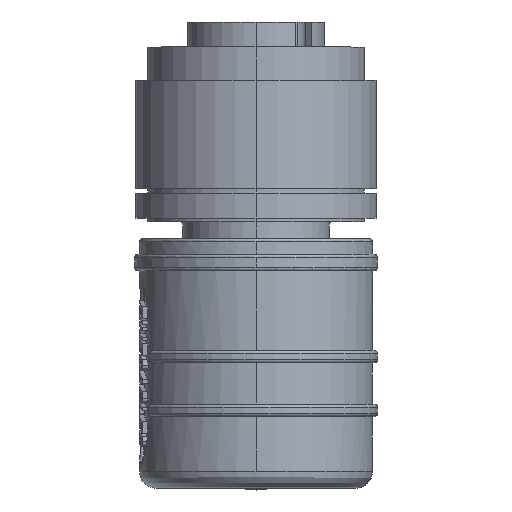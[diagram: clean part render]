
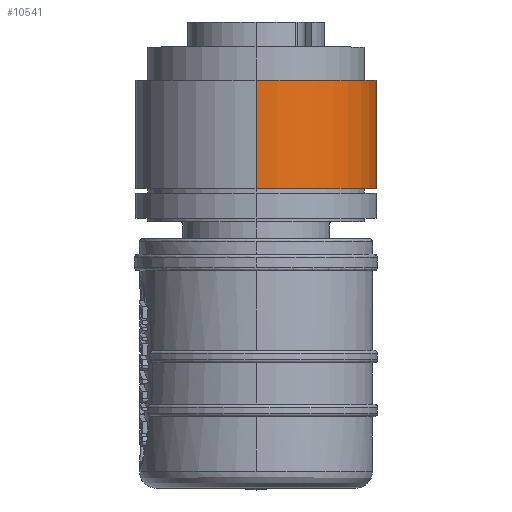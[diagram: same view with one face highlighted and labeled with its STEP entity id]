
A CAD part, top view. The second image highlights one B-rep face of the part: STEP entity #10541.
In plain terms, the highlighted cylindrical face has radius 7.25 mm (diameter 14.5 mm), a partial arc.
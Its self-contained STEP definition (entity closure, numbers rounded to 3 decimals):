
#1345 = EDGE_CURVE ( 'NONE', #12287, #5361, #13171, .T. ) ;
#1891 = ORIENTED_EDGE ( 'NONE', *, *, #6669, .T. ) ;
#2870 = CARTESIAN_POINT ( 'NONE',  ( 0., 16., 0. ) ) ;
#3182 = VECTOR ( 'NONE', #4956, 1000. ) ;
#3723 = EDGE_CURVE ( 'NONE', #15182, #12242, #15120, .T. ) ;
#4956 = DIRECTION ( 'NONE',  ( 0., -1., 0. ) ) ;
#5146 = CARTESIAN_POINT ( 'NONE',  ( 0., 16., -7.25 ) ) ;
#5205 = CARTESIAN_POINT ( 'NONE',  ( 0., 16., 7.25 ) ) ;
#5361 = VERTEX_POINT ( 'NONE', #16852 ) ;
#6669 = EDGE_CURVE ( 'NONE', #5361, #12242, #15544, .T. ) ;
#6703 = CARTESIAN_POINT ( 'NONE',  ( 0., 24.5, -7.25 ) ) ;
#7520 = CIRCLE ( 'NONE', #12724, 7.25 ) ;
#7831 = DIRECTION ( 'NONE',  ( 0., -1., 0. ) ) ;
#8250 = AXIS2_PLACEMENT_3D ( 'NONE', #15617, #15628, #15659 ) ;
#8619 = DIRECTION ( 'NONE',  ( 0., 0., -1. ) ) ;
#8625 = ORIENTED_EDGE ( 'NONE', *, *, #3723, .F. ) ;
#8753 = AXIS2_PLACEMENT_3D ( 'NONE', #2870, #7831, #16002 ) ;
#8925 = CYLINDRICAL_SURFACE ( 'NONE', #8753, 7.25 ) ;
#9296 = DIRECTION ( 'NONE',  ( 0., -1., 0. ) ) ;
#9304 = FACE_OUTER_BOUND ( 'NONE', #9614, .T. ) ;
#9351 = CARTESIAN_POINT ( 'NONE',  ( 0., 24.5, 0. ) ) ;
#9573 = EDGE_CURVE ( 'NONE', #15182, #12287, #7520, .T. ) ;
#9614 = EDGE_LOOP ( 'NONE', ( #10677, #15517, #1891, #8625 ) ) ;
#10541 = ADVANCED_FACE ( 'NONE', ( #9304 ), #8925, .T. ) ;
#10677 = ORIENTED_EDGE ( 'NONE', *, *, #9573, .T. ) ;
#11170 = VECTOR ( 'NONE', #14309, 1000. ) ;
#12242 = VERTEX_POINT ( 'NONE', #16557 ) ;
#12287 = VERTEX_POINT ( 'NONE', #14163 ) ;
#12724 = AXIS2_PLACEMENT_3D ( 'NONE', #9351, #9296, #8619 ) ;
#13171 = LINE ( 'NONE', #5205, #3182 ) ;
#14163 = CARTESIAN_POINT ( 'NONE',  ( 0., 24.5, 7.25 ) ) ;
#14309 = DIRECTION ( 'NONE',  ( 0., -1., 0. ) ) ;
#15120 = LINE ( 'NONE', #5146, #11170 ) ;
#15182 = VERTEX_POINT ( 'NONE', #6703 ) ;
#15517 = ORIENTED_EDGE ( 'NONE', *, *, #1345, .T. ) ;
#15544 = CIRCLE ( 'NONE', #8250, 7.25 ) ;
#15617 = CARTESIAN_POINT ( 'NONE',  ( 0., 18., 0. ) ) ;
#15628 = DIRECTION ( 'NONE',  ( 0., 1., 0. ) ) ;
#15659 = DIRECTION ( 'NONE',  ( 0., 0., -1. ) ) ;
#16002 = DIRECTION ( 'NONE',  ( 0., 0., -1. ) ) ;
#16557 = CARTESIAN_POINT ( 'NONE',  ( 0., 18., -7.25 ) ) ;
#16852 = CARTESIAN_POINT ( 'NONE',  ( 0., 18., 7.25 ) ) ;
